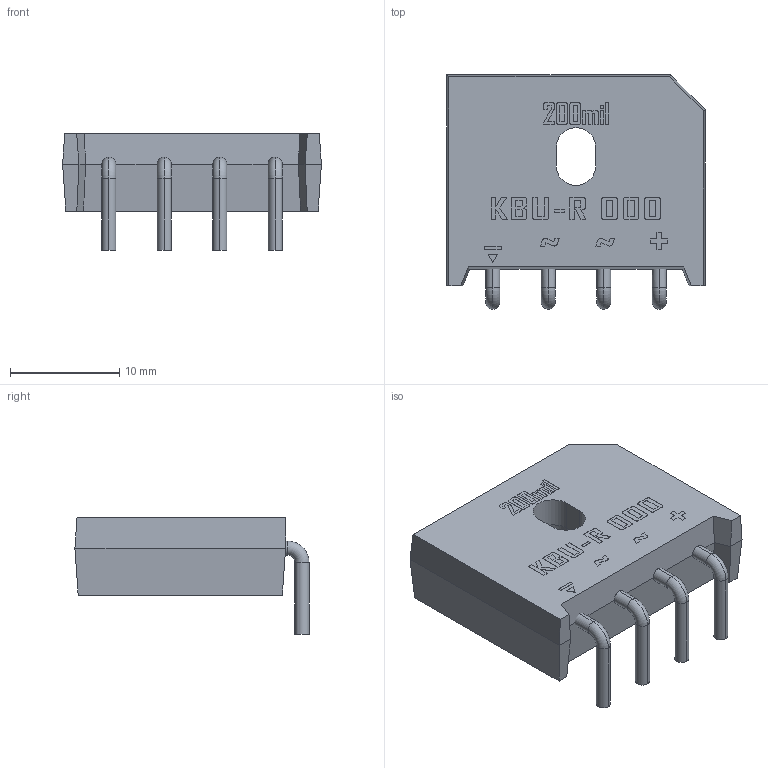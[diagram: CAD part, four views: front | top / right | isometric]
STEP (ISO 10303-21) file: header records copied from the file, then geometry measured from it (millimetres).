
FILE_DESCRIPTION (( 'STEP AP214' ), '1' );
FILE_NAME ('KBU___KBU-R__.STEP', '2023-03-01T19:51:57', ( '' ), ( '' ), 'SwSTEP 2.0', 'SolidWorks 2020', '' );
FILE_SCHEMA (( 'AUTOMOTIVE_DESIGN' ));
Length unit declared in the file: millimetre
Products named in the file (1): KBU___KBU-R__
Bounding box: 23.7 x 21.45 x 10.7 mm (x, y, z)
Volume: 2849.1 mm3; surface area: 1656.2 mm2
Topology: 2 solids, 2 shells, 296 faces, 766 edges, 501 vertices
Faces by surface type: plane 220, bspline 48, cylinder 18, torus 8, cone 2
Entity records: 13525 total; most frequent: CARTESIAN_POINT 3408, ORIENTED_EDGE 1532, DIRECTION 1196, EDGE_CURVE 766, LINE 618, VECTOR 618, VERTEX_POINT 501, EDGE_LOOP 325
